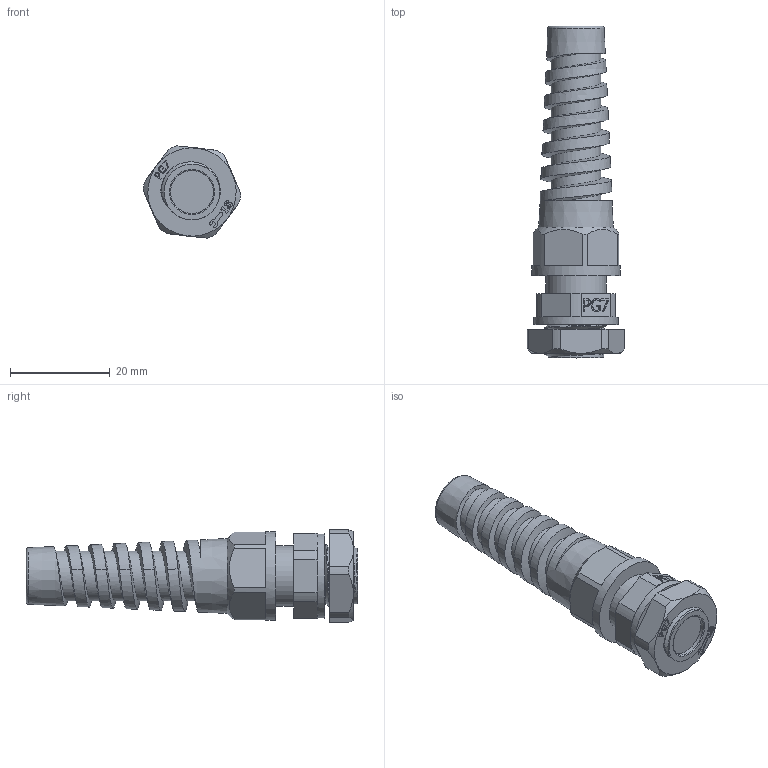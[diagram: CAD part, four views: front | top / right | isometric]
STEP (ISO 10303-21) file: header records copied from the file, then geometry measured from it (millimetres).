
FILE_DESCRIPTION(/* description */ (''),/* implementation_level */ '2;1');
FILE_NAME(/* name */ '',/* time_stamp */ '2025-06-11T09:28:05+07:00',/* author */ ('zeta-86'),/* organization */ (''),/* preprocessor_version */ 'ST-DEVELOPER v19.2',/* originating_system */ 'Autodesk Inventor 2024',/* authorisation */ '');
FILE_SCHEMA (('AUTOMOTIVE_DESIGN { 1 0 10303 214 3 1 1 }'));
Length unit declared in the file: millimetre
Products named in the file (1): ГОФРОМАТИК ВКС-
ПР-PG7-6.5-L8
Bounding box: 19.49 x 66.5 x 18.52 mm (x, y, z)
Volume: 9981.1 mm3; surface area: 4479.6 mm2
Topology: 1 solids, 1 shells, 247 faces, 659 edges, 434 vertices
Faces by surface type: plane 121, bspline 79, cylinder 31, cone 13, torus 3
Full cylindrical faces by diameter (mm): 8.6 x1, 10 x6, 11.2 x1, 12.1 x1, 16.9 x1, 17.8 x1
Entity records: 18190 total; most frequent: CARTESIAN_POINT 12313, ORIENTED_EDGE 1318, DIRECTION 880, EDGE_CURVE 659, VERTEX_POINT 434, LINE 350, VECTOR 350, EDGE_LOOP 267
